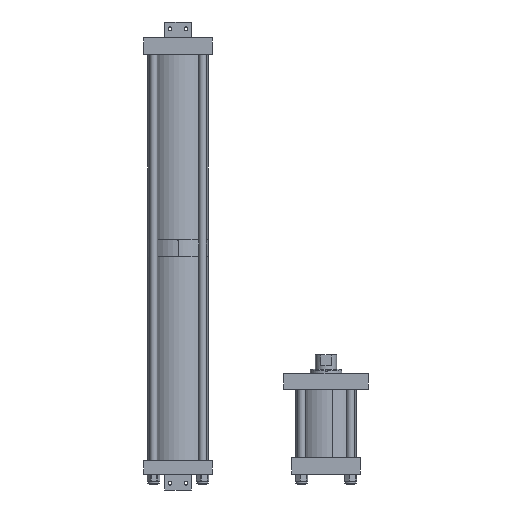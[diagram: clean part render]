
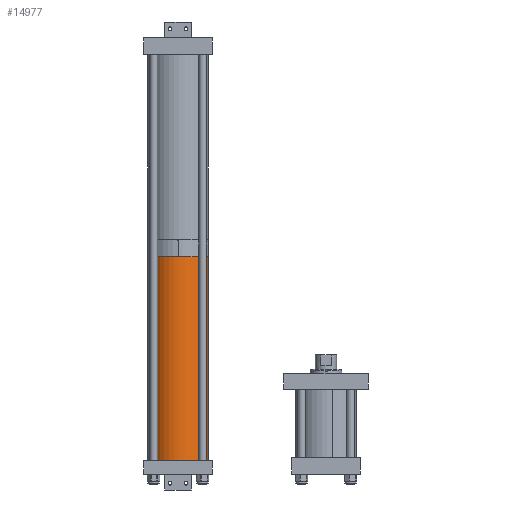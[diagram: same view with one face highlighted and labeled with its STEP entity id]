
A CAD part, front view. The second image highlights one B-rep face of the part: STEP entity #14977.
In plain terms, the highlighted cylindrical face has radius 73.025 mm (diameter 146.05 mm), a partial arc.
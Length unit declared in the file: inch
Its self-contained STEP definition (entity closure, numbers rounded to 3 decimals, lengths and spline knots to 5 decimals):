
#238 = DIRECTION ( 'NONE',  ( -1., 0., 0. ) ) ;
#253 = EDGE_LOOP ( 'NONE', ( #2633, #15442, #5840, #10727 ) ) ;
#718 = VECTOR ( 'NONE', #7072, 39.37008 ) ;
#917 = VERTEX_POINT ( 'NONE', #4504 ) ;
#2633 = ORIENTED_EDGE ( 'NONE', *, *, #15100, .F. ) ;
#2961 = DIRECTION ( 'NONE',  ( 1., 0., 0. ) ) ;
#3012 = EDGE_CURVE ( 'NONE', #14596, #14767, #5069, .T. ) ;
#4462 = VERTEX_POINT ( 'NONE', #5721 ) ;
#4504 = CARTESIAN_POINT ( 'NONE',  ( 19.284, 0., 2.875 ) ) ;
#4598 = CARTESIAN_POINT ( 'NONE',  ( 19.284, 0., 2.875 ) ) ;
#5069 = LINE ( 'NONE', #13925, #718 ) ;
#5253 = DIRECTION ( 'NONE',  ( 1., 0., 0. ) ) ;
#5571 = CARTESIAN_POINT ( 'NONE',  ( 0., 0., -2.875 ) ) ;
#5579 = FACE_OUTER_BOUND ( 'NONE', #253, .T. ) ;
#5721 = CARTESIAN_POINT ( 'NONE',  ( 0., 0., 2.875 ) ) ;
#5840 = ORIENTED_EDGE ( 'NONE', *, *, #12475, .T. ) ;
#5905 = AXIS2_PLACEMENT_3D ( 'NONE', #12074, #5253, #14117 ) ;
#7072 = DIRECTION ( 'NONE',  ( -1., 0., 0. ) ) ;
#7082 = DIRECTION ( 'NONE',  ( 0., 0., 1. ) ) ;
#7763 = DIRECTION ( 'NONE',  ( 0., 0., -1. ) ) ;
#8411 = AXIS2_PLACEMENT_3D ( 'NONE', #9101, #238, #7082 ) ;
#8556 = EDGE_CURVE ( 'NONE', #917, #4462, #11408, .T. ) ;
#8690 = CIRCLE ( 'NONE', #5905, 2.875 ) ;
#8720 = CARTESIAN_POINT ( 'NONE',  ( 19.284, 0., -2.875 ) ) ;
#9101 = CARTESIAN_POINT ( 'NONE',  ( 19.284, 0., 0. ) ) ;
#9420 = VECTOR ( 'NONE', #13461, 39.37008 ) ;
#9803 = CARTESIAN_POINT ( 'NONE',  ( 0., 0., 0. ) ) ;
#10727 = ORIENTED_EDGE ( 'NONE', *, *, #8556, .F. ) ;
#11139 = CYLINDRICAL_SURFACE ( 'NONE', #8411, 2.875 ) ;
#11408 = LINE ( 'NONE', #4598, #9420 ) ;
#11471 = AXIS2_PLACEMENT_3D ( 'NONE', #9803, #2961, #7763 ) ;
#12074 = CARTESIAN_POINT ( 'NONE',  ( 19.284, 0., 0. ) ) ;
#12475 = EDGE_CURVE ( 'NONE', #14767, #4462, #14298, .T. ) ;
#13461 = DIRECTION ( 'NONE',  ( -1., 0., 0. ) ) ;
#13925 = CARTESIAN_POINT ( 'NONE',  ( 19.284, 0., -2.875 ) ) ;
#14117 = DIRECTION ( 'NONE',  ( 0., 0., -1. ) ) ;
#14298 = CIRCLE ( 'NONE', #11471, 2.875 ) ;
#14596 = VERTEX_POINT ( 'NONE', #8720 ) ;
#14767 = VERTEX_POINT ( 'NONE', #5571 ) ;
#14977 = ADVANCED_FACE ( 'NONE', ( #5579 ), #11139, .T. ) ;
#15100 = EDGE_CURVE ( 'NONE', #14596, #917, #8690, .T. ) ;
#15442 = ORIENTED_EDGE ( 'NONE', *, *, #3012, .T. ) ;
